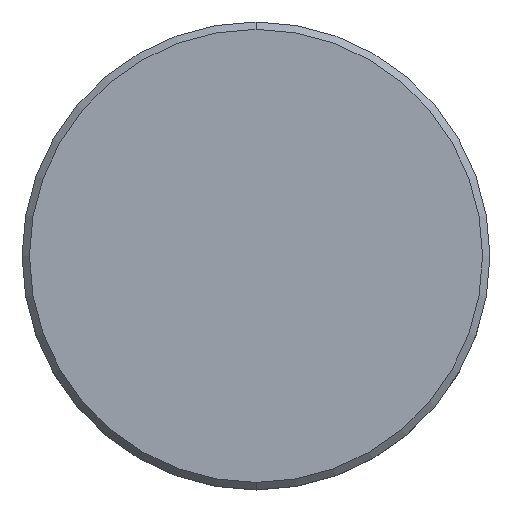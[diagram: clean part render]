
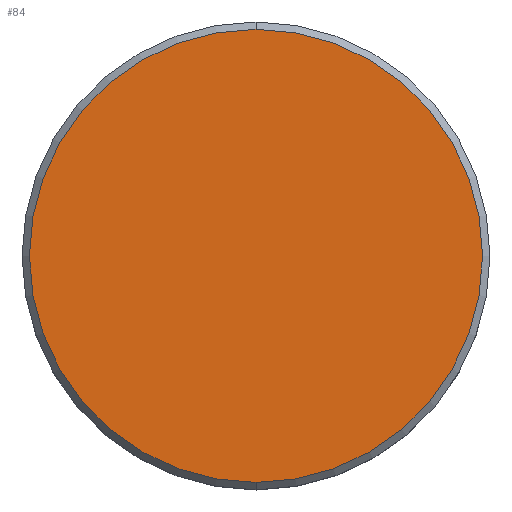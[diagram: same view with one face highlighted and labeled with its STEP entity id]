
A CAD part, top view. The second image highlights one B-rep face of the part: STEP entity #84.
In plain terms, the highlighted planar face has unit normal (0, 0, 1).
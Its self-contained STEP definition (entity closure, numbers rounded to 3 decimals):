
#24 = AXIS2_PLACEMENT_3D ( 'NONE', #639, #629, #160 ) ;
#42 = CIRCLE ( 'NONE', #202, 23.063 ) ;
#83 = FACE_OUTER_BOUND ( 'NONE', #625, .T. ) ;
#84 = ADVANCED_FACE ( 'NONE', ( #83 ), #207, .F. ) ;
#99 = DIRECTION ( 'NONE',  ( 0., -1., 0. ) ) ;
#160 = DIRECTION ( 'NONE',  ( 0., 1., 0. ) ) ;
#202 = AXIS2_PLACEMENT_3D ( 'NONE', #317, #257, #99 ) ;
#207 = PLANE ( 'NONE',  #24 ) ;
#236 = CARTESIAN_POINT ( 'NONE',  ( 0., 0., 57.15 ) ) ;
#257 = DIRECTION ( 'NONE',  ( 0., 0., 1. ) ) ;
#271 = EDGE_CURVE ( 'NONE', #592, #589, #274, .T. ) ;
#274 = CIRCLE ( 'NONE', #735, 23.063 ) ;
#317 = CARTESIAN_POINT ( 'NONE',  ( 0., 0., 57.15 ) ) ;
#355 = ORIENTED_EDGE ( 'NONE', *, *, #271, .T. ) ;
#372 = EDGE_CURVE ( 'NONE', #589, #592, #42, .T. ) ;
#379 = CARTESIAN_POINT ( 'NONE',  ( 0., -23.063, 57.15 ) ) ;
#431 = DIRECTION ( 'NONE',  ( 0., -1., 0. ) ) ;
#543 = DIRECTION ( 'NONE',  ( 0., 0., 1. ) ) ;
#589 = VERTEX_POINT ( 'NONE', #379 ) ;
#592 = VERTEX_POINT ( 'NONE', #752 ) ;
#602 = ORIENTED_EDGE ( 'NONE', *, *, #372, .T. ) ;
#625 = EDGE_LOOP ( 'NONE', ( #355, #602 ) ) ;
#629 = DIRECTION ( 'NONE',  ( 0., 0., -1. ) ) ;
#639 = CARTESIAN_POINT ( 'NONE',  ( 0., 23.062, 57.15 ) ) ;
#735 = AXIS2_PLACEMENT_3D ( 'NONE', #236, #543, #431 ) ;
#752 = CARTESIAN_POINT ( 'NONE',  ( 0., 23.062, 57.15 ) ) ;
